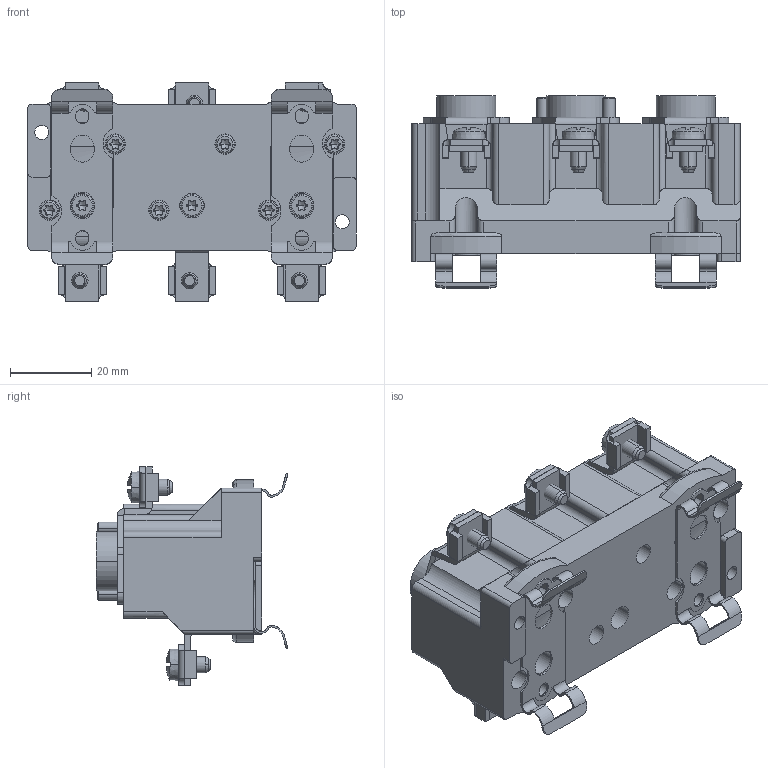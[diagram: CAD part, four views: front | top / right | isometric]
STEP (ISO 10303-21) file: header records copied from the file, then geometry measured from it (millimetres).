
FILE_DESCRIPTION((''),'2;1');
FILE_NAME('ABC_ASM','2021-05-11T',('marketing.praksa'),('Audax d.o.o.'),'CREO PARAMETRIC BY PTC INC, 2017480','CREO PARAMETRIC BY PTC INC, 2017480','');
FILE_SCHEMA(('AUTOMOTIVE_DESIGN { 1 0 10303 214 1 1 1 1 }'));
Products named in the file (11): NAVOJ_1_1_1_1; KOVINA_1_1_1_1; 0000048019_1_1_1_1_1; 0000044399_1_1_1_2_1_1; 0000059956_1_1_1_2_3_1_1; 0000059957_1_1_1_2_3_1_1; UN-SCREW_1_1_1_1; ASDF_ASM_1_1_ASM_1_1_ASM; PRT9546; WL-BASE; ABC_ASM
Assembly tree (32 placements, depth 3):
  ABC_ASM
    NAVOJ_1_1_1_1  x3
    KOVINA_1_1_1_1  x3
    0000048019_1_1_1_1_1  x6
    0000044399_1_1_1_2_1_1  x2
    0000059956_1_1_1_2_3_1_1  x3
    0000059957_1_1_1_2_3_1_1  x6
    ASDF_ASM_1_1_ASM_1_1_ASM
      UN-SCREW_1_1_1_1  x6
    PRT9546
    WL-BASE
Bounding box: 80.8 x 47.25 x 53.68 mm (x, y, z)
Volume: 67103.6 mm3; surface area: 35206.3 mm2
Topology: 33 solids, 39 shells, 1374 faces, 3925 edges, 2613 vertices
Faces by surface type: plane 683, cylinder 519, cone 108, torus 52, sphere 12
Entity records: 26902 total; most frequent: CARTESIAN_POINT 4802, DIRECTION 3541, ORIENTED_EDGE 3460, EDGE_CURVE 1733, AXIS2_PLACEMENT_3D 1298, VERTEX_POINT 1165, VECTOR 945, LINE 945
